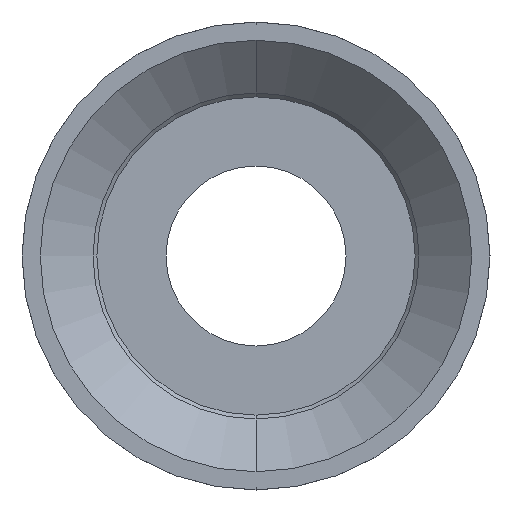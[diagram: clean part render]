
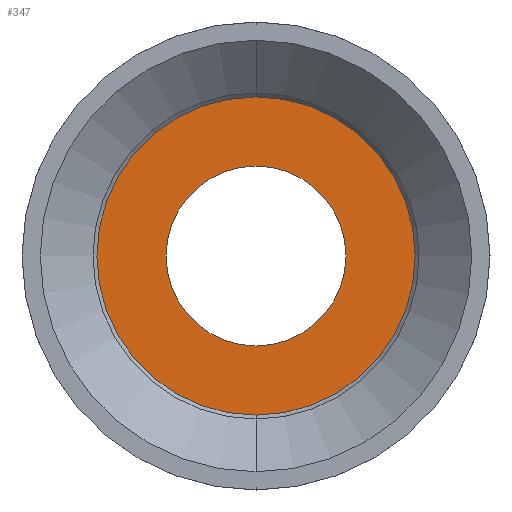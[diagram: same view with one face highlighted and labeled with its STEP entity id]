
A CAD part, front view. The second image highlights one B-rep face of the part: STEP entity #347.
In plain terms, the highlighted planar face has unit normal (0, -1, 0).
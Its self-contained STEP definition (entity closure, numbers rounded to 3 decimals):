
#347=ADVANCED_FACE('',(#758,#759),#760,.F.);
#758=FACE_OUTER_BOUND('',#1219,.T.);
#759=FACE_BOUND('',#1220,.T.);
#760=PLANE('',#1221);
#1219=EDGE_LOOP('',(#6619,#6620));
#1220=EDGE_LOOP('',(#6621,#6622));
#1221=AXIS2_PLACEMENT_3D('',#6623,#6624,#6625);
#6619=ORIENTED_EDGE('',*,*,#7026,.F.);
#6620=ORIENTED_EDGE('',*,*,#7271,.F.);
#6621=ORIENTED_EDGE('',*,*,#7273,.T.);
#6622=ORIENTED_EDGE('',*,*,#7021,.T.);
#6623=CARTESIAN_POINT('',(7.5,-2.25,0.0));
#6624=DIRECTION('',(0.0,1.0,0.0));
#6625=DIRECTION('',(0.0,0.0,1.0));
#7021=EDGE_CURVE('',#7524,#7525,#7526,.T.);
#7026=EDGE_CURVE('',#7533,#7534,#7535,.T.);
#7271=EDGE_CURVE('',#7534,#7533,#7889,.T.);
#7273=EDGE_CURVE('',#7525,#7524,#7891,.T.);
#7524=VERTEX_POINT('',#8221);
#7525=VERTEX_POINT('',#8222);
#7526=CIRCLE('',#8223,7.5);
#7533=VERTEX_POINT('',#8232);
#7534=VERTEX_POINT('',#8233);
#7535=CIRCLE('',#8234,13.5);
#7889=CIRCLE('',#9185,13.5);
#7891=CIRCLE('',#9187,7.5);
#8221=CARTESIAN_POINT('',(0.,-2.25,-7.5));
#8222=CARTESIAN_POINT('',(0.0,-2.25,7.5));
#8223=AXIS2_PLACEMENT_3D('',#10823,#10824,#10825);
#8232=CARTESIAN_POINT('',(0.0,-2.25,-13.5));
#8233=CARTESIAN_POINT('',(0.,-2.25,13.5));
#8234=AXIS2_PLACEMENT_3D('',#10831,#10832,#10833);
#9185=AXIS2_PLACEMENT_3D('',#11135,#11136,#11137);
#9187=AXIS2_PLACEMENT_3D('',#11138,#11139,#11140);
#10823=CARTESIAN_POINT('',(0.0,-2.25,0.0));
#10824=DIRECTION('',(0.0,1.0,0.0));
#10825=DIRECTION('',(0.0,0.0,1.0));
#10831=CARTESIAN_POINT('',(0.0,-2.25,0.0));
#10832=DIRECTION('',(0.0,1.0,0.0));
#10833=DIRECTION('',(0.0,0.0,1.0));
#11135=CARTESIAN_POINT('',(0.0,-2.25,0.0));
#11136=DIRECTION('',(0.0,1.0,0.0));
#11137=DIRECTION('',(0.0,0.0,1.0));
#11138=CARTESIAN_POINT('',(0.0,-2.25,0.0));
#11139=DIRECTION('',(0.0,1.0,0.0));
#11140=DIRECTION('',(0.0,0.0,1.0));
